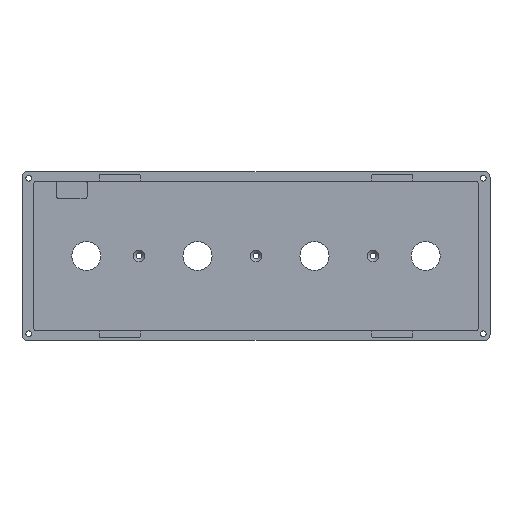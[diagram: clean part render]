
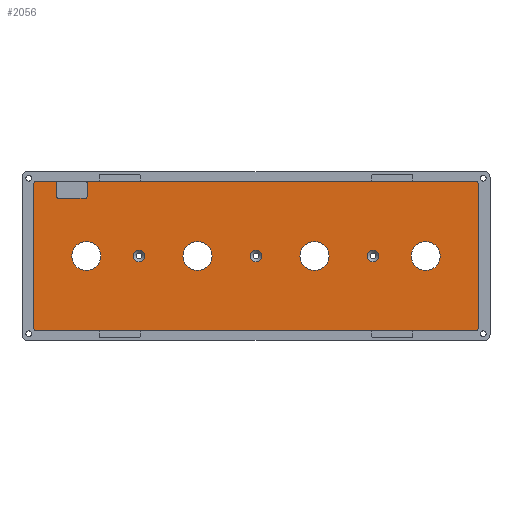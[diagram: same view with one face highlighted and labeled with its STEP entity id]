
A CAD part, top view. The second image highlights one B-rep face of the part: STEP entity #2056.
In plain terms, the highlighted planar face has unit normal (0, 0, 1).
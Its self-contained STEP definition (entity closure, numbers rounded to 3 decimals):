
#44=FACE_BOUND('',#278,.T.);
#45=FACE_BOUND('',#279,.T.);
#46=FACE_BOUND('',#280,.T.);
#47=FACE_BOUND('',#281,.T.);
#48=FACE_BOUND('',#282,.T.);
#49=FACE_BOUND('',#283,.T.);
#50=FACE_BOUND('',#284,.T.);
#92=PLANE('',#2201);
#161=FACE_OUTER_BOUND('',#277,.T.);
#277=EDGE_LOOP('',(#1498,#1499,#1500,#1501,#1502,#1503,#1504,#1505,#1506,
#1507,#1508,#1509,#1510,#1511,#1512,#1513));
#278=EDGE_LOOP('',(#1514));
#279=EDGE_LOOP('',(#1515));
#280=EDGE_LOOP('',(#1516));
#281=EDGE_LOOP('',(#1517));
#282=EDGE_LOOP('',(#1518));
#283=EDGE_LOOP('',(#1519));
#284=EDGE_LOOP('',(#1520));
#399=LINE('',#2989,#591);
#405=LINE('',#3010,#597);
#441=LINE('',#3110,#633);
#442=LINE('',#3113,#634);
#443=LINE('',#3117,#635);
#444=LINE('',#3121,#636);
#445=LINE('',#3125,#637);
#446=LINE('',#3128,#638);
#591=VECTOR('',#2390,10.);
#597=VECTOR('',#2410,10.);
#633=VECTOR('',#2514,10.);
#634=VECTOR('',#2517,10.);
#635=VECTOR('',#2520,10.);
#636=VECTOR('',#2523,10.);
#637=VECTOR('',#2526,10.);
#638=VECTOR('',#2529,10.);
#776=CIRCLE('',#2146,7.5);
#778=CIRCLE('',#2149,7.5);
#780=CIRCLE('',#2152,7.5);
#782=CIRCLE('',#2155,7.5);
#784=CIRCLE('',#2158,1.);
#786=CIRCLE('',#2162,1.);
#789=CIRCLE('',#2168,1.);
#790=CIRCLE('',#2170,1.);
#803=CIRCLE('',#2202,1.5);
#804=CIRCLE('',#2203,1.5);
#805=CIRCLE('',#2204,1.5);
#806=CIRCLE('',#2205,1.5);
#807=CIRCLE('',#2206,3.);
#808=CIRCLE('',#2207,3.);
#809=CIRCLE('',#2208,3.);
#869=VERTEX_POINT('',#2954);
#871=VERTEX_POINT('',#2960);
#873=VERTEX_POINT('',#2966);
#875=VERTEX_POINT('',#2972);
#878=VERTEX_POINT('',#2979);
#879=VERTEX_POINT('',#2981);
#881=VERTEX_POINT('',#2987);
#884=VERTEX_POINT('',#2994);
#885=VERTEX_POINT('',#2996);
#889=VERTEX_POINT('',#3009);
#890=VERTEX_POINT('',#3013);
#891=VERTEX_POINT('',#3017);
#920=VERTEX_POINT('',#3112);
#921=VERTEX_POINT('',#3114);
#922=VERTEX_POINT('',#3116);
#923=VERTEX_POINT('',#3118);
#924=VERTEX_POINT('',#3120);
#925=VERTEX_POINT('',#3122);
#926=VERTEX_POINT('',#3124);
#927=VERTEX_POINT('',#3126);
#928=VERTEX_POINT('',#3129);
#929=VERTEX_POINT('',#3131);
#930=VERTEX_POINT('',#3133);
#1067=EDGE_CURVE('',#869,#869,#776,.T.);
#1070=EDGE_CURVE('',#871,#871,#778,.T.);
#1073=EDGE_CURVE('',#873,#873,#780,.T.);
#1076=EDGE_CURVE('',#875,#875,#782,.T.);
#1079=EDGE_CURVE('',#878,#879,#784,.T.);
#1083=EDGE_CURVE('',#878,#881,#399,.T.);
#1086=EDGE_CURVE('',#884,#885,#786,.T.);
#1093=EDGE_CURVE('',#889,#885,#405,.T.);
#1095=EDGE_CURVE('',#889,#890,#789,.T.);
#1098=EDGE_CURVE('',#891,#881,#790,.T.);
#1143=EDGE_CURVE('',#884,#879,#441,.T.);
#1144=EDGE_CURVE('',#920,#891,#442,.T.);
#1145=EDGE_CURVE('',#920,#921,#803,.T.);
#1146=EDGE_CURVE('',#922,#921,#443,.T.);
#1147=EDGE_CURVE('',#922,#923,#804,.T.);
#1148=EDGE_CURVE('',#924,#923,#444,.T.);
#1149=EDGE_CURVE('',#924,#925,#805,.T.);
#1150=EDGE_CURVE('',#926,#925,#445,.T.);
#1151=EDGE_CURVE('',#926,#927,#806,.T.);
#1152=EDGE_CURVE('',#890,#927,#446,.T.);
#1153=EDGE_CURVE('',#928,#928,#807,.T.);
#1154=EDGE_CURVE('',#929,#929,#808,.T.);
#1155=EDGE_CURVE('',#930,#930,#809,.T.);
#1498=ORIENTED_EDGE('',*,*,#1093,.T.);
#1499=ORIENTED_EDGE('',*,*,#1086,.F.);
#1500=ORIENTED_EDGE('',*,*,#1143,.T.);
#1501=ORIENTED_EDGE('',*,*,#1079,.F.);
#1502=ORIENTED_EDGE('',*,*,#1083,.T.);
#1503=ORIENTED_EDGE('',*,*,#1098,.F.);
#1504=ORIENTED_EDGE('',*,*,#1144,.F.);
#1505=ORIENTED_EDGE('',*,*,#1145,.T.);
#1506=ORIENTED_EDGE('',*,*,#1146,.F.);
#1507=ORIENTED_EDGE('',*,*,#1147,.T.);
#1508=ORIENTED_EDGE('',*,*,#1148,.F.);
#1509=ORIENTED_EDGE('',*,*,#1149,.T.);
#1510=ORIENTED_EDGE('',*,*,#1150,.F.);
#1511=ORIENTED_EDGE('',*,*,#1151,.T.);
#1512=ORIENTED_EDGE('',*,*,#1152,.F.);
#1513=ORIENTED_EDGE('',*,*,#1095,.F.);
#1514=ORIENTED_EDGE('',*,*,#1067,.T.);
#1515=ORIENTED_EDGE('',*,*,#1070,.T.);
#1516=ORIENTED_EDGE('',*,*,#1073,.T.);
#1517=ORIENTED_EDGE('',*,*,#1076,.T.);
#1518=ORIENTED_EDGE('',*,*,#1153,.T.);
#1519=ORIENTED_EDGE('',*,*,#1154,.T.);
#1520=ORIENTED_EDGE('',*,*,#1155,.T.);
#2056=ADVANCED_FACE('',(#161,#44,#45,#46,#47,#48,#49,#50),#92,.T.);
#2146=AXIS2_PLACEMENT_3D('',#2956,#2355,#2356);
#2149=AXIS2_PLACEMENT_3D('',#2962,#2362,#2363);
#2152=AXIS2_PLACEMENT_3D('',#2968,#2369,#2370);
#2155=AXIS2_PLACEMENT_3D('',#2974,#2376,#2377);
#2158=AXIS2_PLACEMENT_3D('',#2982,#2383,#2384);
#2162=AXIS2_PLACEMENT_3D('',#2997,#2396,#2397);
#2168=AXIS2_PLACEMENT_3D('',#3014,#2414,#2415);
#2170=AXIS2_PLACEMENT_3D('',#3019,#2420,#2421);
#2201=AXIS2_PLACEMENT_3D('',#3111,#2515,#2516);
#2202=AXIS2_PLACEMENT_3D('',#3115,#2518,#2519);
#2203=AXIS2_PLACEMENT_3D('',#3119,#2521,#2522);
#2204=AXIS2_PLACEMENT_3D('',#3123,#2524,#2525);
#2205=AXIS2_PLACEMENT_3D('',#3127,#2527,#2528);
#2206=AXIS2_PLACEMENT_3D('',#3130,#2530,#2531);
#2207=AXIS2_PLACEMENT_3D('',#3132,#2532,#2533);
#2208=AXIS2_PLACEMENT_3D('',#3134,#2534,#2535);
#2355=DIRECTION('center_axis',(0.,0.,-1.));
#2356=DIRECTION('ref_axis',(-1.,0.,0.));
#2362=DIRECTION('center_axis',(0.,0.,-1.));
#2363=DIRECTION('ref_axis',(-1.,0.,0.));
#2369=DIRECTION('center_axis',(0.,0.,-1.));
#2370=DIRECTION('ref_axis',(-1.,0.,0.));
#2376=DIRECTION('center_axis',(0.,0.,-1.));
#2377=DIRECTION('ref_axis',(-1.,0.,0.));
#2383=DIRECTION('center_axis',(0.,0.,1.));
#2384=DIRECTION('ref_axis',(-0.707,-0.707,0.));
#2390=DIRECTION('',(0.,1.,0.));
#2396=DIRECTION('center_axis',(0.,0.,1.));
#2397=DIRECTION('ref_axis',(0.707,-0.707,0.));
#2410=DIRECTION('',(0.,-1.,0.));
#2414=DIRECTION('center_axis',(0.,0.,1.));
#2415=DIRECTION('ref_axis',(0.707,0.707,0.));
#2420=DIRECTION('center_axis',(0.,0.,1.));
#2421=DIRECTION('ref_axis',(-0.707,0.707,0.));
#2514=DIRECTION('',(-1.,0.,0.));
#2515=DIRECTION('center_axis',(0.,0.,1.));
#2516=DIRECTION('ref_axis',(1.,0.,0.));
#2517=DIRECTION('',(1.,0.,0.));
#2518=DIRECTION('center_axis',(0.,0.,1.));
#2519=DIRECTION('ref_axis',(-0.707,0.707,0.));
#2520=DIRECTION('',(0.,1.,0.));
#2521=DIRECTION('center_axis',(0.,0.,1.));
#2522=DIRECTION('ref_axis',(-0.707,-0.707,0.));
#2523=DIRECTION('',(-1.,0.,0.));
#2524=DIRECTION('center_axis',(0.,0.,1.));
#2525=DIRECTION('ref_axis',(0.707,-0.707,0.));
#2526=DIRECTION('',(0.,-1.,0.));
#2527=DIRECTION('center_axis',(0.,0.,1.));
#2528=DIRECTION('ref_axis',(0.707,0.707,0.));
#2529=DIRECTION('',(1.,0.,0.));
#2530=DIRECTION('center_axis',(0.,0.,-1.));
#2531=DIRECTION('ref_axis',(1.,0.,0.));
#2532=DIRECTION('center_axis',(0.,0.,-1.));
#2533=DIRECTION('ref_axis',(1.,0.,0.));
#2534=DIRECTION('center_axis',(0.,0.,-1.));
#2535=DIRECTION('ref_axis',(1.,0.,0.));
#2954=CARTESIAN_POINT('',(91.606,-38.1,-10.109));
#2956=CARTESIAN_POINT('Origin',(84.106,-38.1,-10.109));
#2960=CARTESIAN_POINT('',(209.381,-38.1,-10.109));
#2962=CARTESIAN_POINT('Origin',(201.881,-38.1,-10.109));
#2966=CARTESIAN_POINT('',(151.994,-38.1,-10.109));
#2968=CARTESIAN_POINT('Origin',(144.494,-38.1,-10.109));
#2972=CARTESIAN_POINT('',(34.219,-38.1,-10.109));
#2974=CARTESIAN_POINT('Origin',(26.719,-38.1,-10.109));
#2979=CARTESIAN_POINT('',(11.354,-7.327,-10.109));
#2981=CARTESIAN_POINT('',(12.354,-8.327,-10.109));
#2982=CARTESIAN_POINT('Origin',(12.354,-7.327,-10.109));
#2987=CARTESIAN_POINT('',(11.354,-0.525,-10.109));
#2989=CARTESIAN_POINT('',(11.354,-5.088,-10.109));
#2994=CARTESIAN_POINT('',(26.103,-8.327,-10.109));
#2996=CARTESIAN_POINT('',(27.103,-7.327,-10.109));
#2997=CARTESIAN_POINT('Origin',(26.103,-7.327,-10.109));
#3009=CARTESIAN_POINT('',(27.103,-0.525,-10.109));
#3010=CARTESIAN_POINT('',(27.103,-0.688,-10.109));
#3013=CARTESIAN_POINT('',(26.103,0.475,-10.109));
#3014=CARTESIAN_POINT('Origin',(26.103,-0.525,-10.109));
#3017=CARTESIAN_POINT('',(12.354,0.475,-10.109));
#3019=CARTESIAN_POINT('Origin',(12.354,-0.525,-10.109));
#3110=CARTESIAN_POINT('',(58.551,-8.327,-10.109));
#3111=CARTESIAN_POINT('Origin',(90.,-1.85,-10.109));
#3112=CARTESIAN_POINT('',(1.025,0.475,-10.109));
#3113=CARTESIAN_POINT('',(229.075,0.475,-10.109));
#3114=CARTESIAN_POINT('',(-0.475,-1.025,-10.109));
#3115=CARTESIAN_POINT('Origin',(1.025,-1.025,-10.109));
#3116=CARTESIAN_POINT('',(-0.475,-75.175,-10.109));
#3117=CARTESIAN_POINT('',(-0.475,-38.1,-10.109));
#3118=CARTESIAN_POINT('',(1.025,-76.675,-10.109));
#3119=CARTESIAN_POINT('Origin',(1.025,-75.175,-10.109));
#3120=CARTESIAN_POINT('',(227.575,-76.675,-10.109));
#3121=CARTESIAN_POINT('',(114.3,-76.675,-10.109));
#3122=CARTESIAN_POINT('',(229.075,-75.175,-10.109));
#3123=CARTESIAN_POINT('Origin',(227.575,-75.175,-10.109));
#3124=CARTESIAN_POINT('',(229.075,-1.025,-10.109));
#3125=CARTESIAN_POINT('',(229.075,-75.675,-10.109));
#3126=CARTESIAN_POINT('',(227.575,0.475,-10.109));
#3127=CARTESIAN_POINT('Origin',(227.575,-1.025,-10.109));
#3128=CARTESIAN_POINT('',(229.075,0.475,-10.109));
#3129=CARTESIAN_POINT('',(171.688,-38.1,-10.109));
#3130=CARTESIAN_POINT('Origin',(174.688,-38.1,-10.109));
#3131=CARTESIAN_POINT('',(50.913,-38.1,-10.109));
#3132=CARTESIAN_POINT('Origin',(53.913,-38.1,-10.109));
#3133=CARTESIAN_POINT('',(111.3,-38.1,-10.109));
#3134=CARTESIAN_POINT('Origin',(114.3,-38.1,-10.109));
